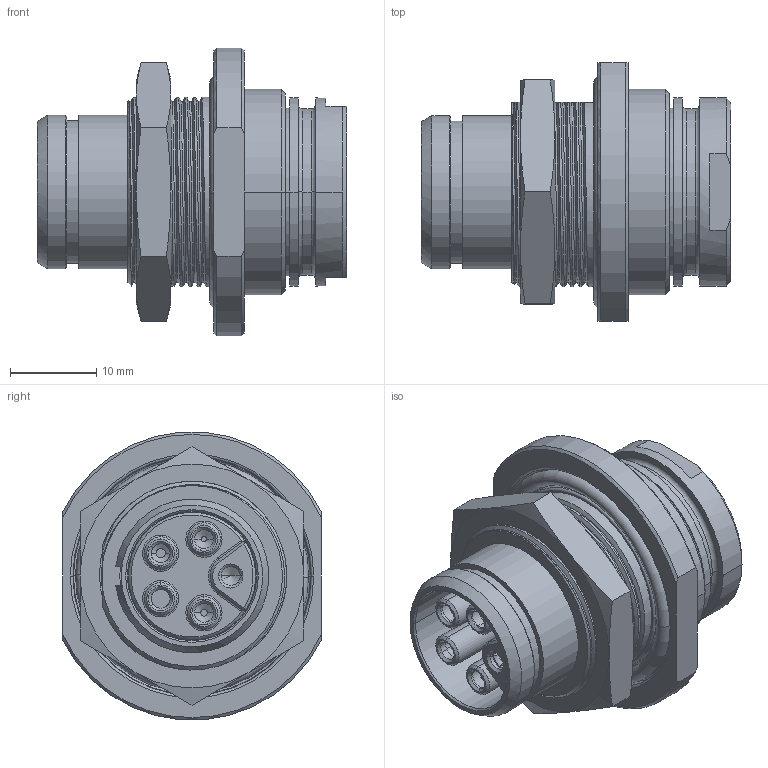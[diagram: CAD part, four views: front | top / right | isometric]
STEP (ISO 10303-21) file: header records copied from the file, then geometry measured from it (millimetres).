
FILE_DESCRIPTION((''),'2;1');
FILE_NAME('1331EVR205FZ','2024-07-17T15:53:49',('paultorloting'),('NET AG system integration'),'CREO PARAMETRIC BY PTC INC, 2021404','CREO PARAMETRIC BY PTC INC, 2021404','');
FILE_SCHEMA(('AUTOMOTIVE_DESIGN { 1 0 10303 214 1 1 1 1 }'));
Length unit declared in the file: millimetre
Products named in the file (1): 1331EVR205FZ
Bounding box: 35.9 x 30 x 33.38 mm (x, y, z)
Volume: 9964.1 mm3; surface area: 12078.3 mm2
Topology: 2 solids, 2 shells, 583 faces, 1511 edges, 952 vertices
Faces by surface type: plane 208, cylinder 178, cone 90, torus 76, bspline 31
Entity records: 26730 total; most frequent: CARTESIAN_POINT 9634, ORIENTED_EDGE 2998, DIRECTION 2893, EDGE_CURVE 1499, AXIS2_PLACEMENT_3D 1139, VERTEX_POINT 952, EDGE_LOOP 633, VECTOR 612
